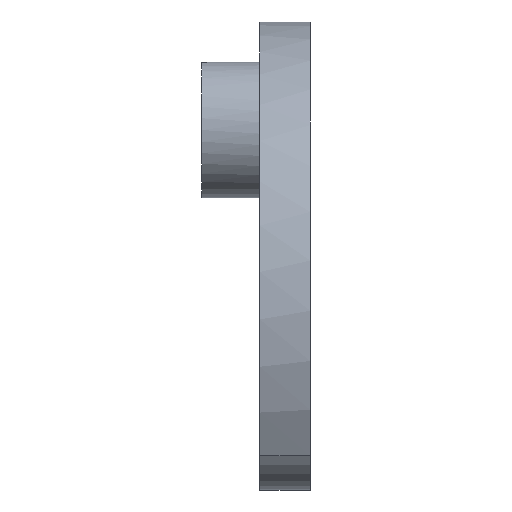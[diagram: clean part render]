
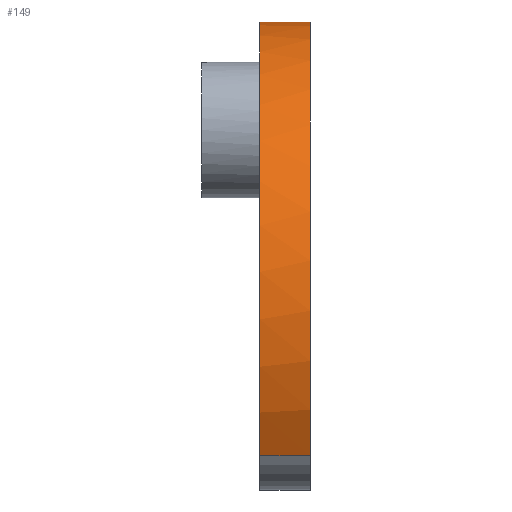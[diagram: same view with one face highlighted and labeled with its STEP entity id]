
A CAD part, left-side view. The second image highlights one B-rep face of the part: STEP entity #149.
In plain terms, the highlighted cylindrical face has radius 15 mm (diameter 30 mm), a partial arc.
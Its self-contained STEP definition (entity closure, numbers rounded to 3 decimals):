
#10 = CARTESIAN_POINT ( 'NONE',  ( 0., 1.7, 15. ) ) ;
#20 = VERTEX_POINT ( 'NONE', #10 ) ;
#66 = CARTESIAN_POINT ( 'NONE',  ( 0., -25.997, 15. ) ) ;
#80 = CARTESIAN_POINT ( 'NONE',  ( -8.609, 1.7, 12.284 ) ) ;
#145 = FACE_OUTER_BOUND ( 'NONE', #560, .T. ) ;
#149 = ADVANCED_FACE ( 'NONE', ( #145 ), #755, .T. ) ;
#155 = ORIENTED_EDGE ( 'NONE', *, *, #342, .T. ) ;
#170 = AXIS2_PLACEMENT_3D ( 'NONE', #653, #471, #930 ) ;
#171 = VECTOR ( 'NONE', #507, 1000. ) ;
#223 = DIRECTION ( 'NONE',  ( 0., -1., 0. ) ) ;
#230 = CIRCLE ( 'NONE', #873, 15. ) ;
#268 = CARTESIAN_POINT ( 'NONE',  ( 0., -0.9, 15. ) ) ;
#304 = VERTEX_POINT ( 'NONE', #80 ) ;
#317 = DIRECTION ( 'NONE',  ( 0., 0., -1. ) ) ;
#339 = VERTEX_POINT ( 'NONE', #502 ) ;
#342 = EDGE_CURVE ( 'NONE', #483, #20, #1053, .T. ) ;
#350 = DIRECTION ( 'NONE',  ( 0., -1., 0. ) ) ;
#352 = AXIS2_PLACEMENT_3D ( 'NONE', #758, #1114, #317 ) ;
#358 = DIRECTION ( 'NONE',  ( 0., 0., 1. ) ) ;
#462 = AXIS2_PLACEMENT_3D ( 'NONE', #754, #223, #830 ) ;
#471 = DIRECTION ( 'NONE',  ( 0., 1., 0. ) ) ;
#483 = VERTEX_POINT ( 'NONE', #268 ) ;
#502 = CARTESIAN_POINT ( 'NONE',  ( -13.043, 1.7, -7.407 ) ) ;
#507 = DIRECTION ( 'NONE',  ( 0., 1., 0. ) ) ;
#545 = ORIENTED_EDGE ( 'NONE', *, *, #739, .T. ) ;
#560 = EDGE_LOOP ( 'NONE', ( #545, #155, #1117, #593, #571 ) ) ;
#571 = ORIENTED_EDGE ( 'NONE', *, *, #599, .F. ) ;
#593 = ORIENTED_EDGE ( 'NONE', *, *, #864, .T. ) ;
#599 = EDGE_CURVE ( 'NONE', #1067, #339, #1027, .T. ) ;
#653 = CARTESIAN_POINT ( 'NONE',  ( 0., -25.997, 0. ) ) ;
#695 = CARTESIAN_POINT ( 'NONE',  ( -13.043, -0.9, -7.407 ) ) ;
#739 = EDGE_CURVE ( 'NONE', #1067, #483, #872, .T. ) ;
#754 = CARTESIAN_POINT ( 'NONE',  ( 0., 1.7, 0. ) ) ;
#755 = CYLINDRICAL_SURFACE ( 'NONE', #170, 15. ) ;
#758 = CARTESIAN_POINT ( 'NONE',  ( 0., -0.9, 0. ) ) ;
#789 = CARTESIAN_POINT ( 'NONE',  ( 0., 1.7, 0. ) ) ;
#818 = VECTOR ( 'NONE', #829, 1000. ) ;
#829 = DIRECTION ( 'NONE',  ( 0., 1., 0. ) ) ;
#830 = DIRECTION ( 'NONE',  ( 0., 0., 1. ) ) ;
#864 = EDGE_CURVE ( 'NONE', #304, #339, #230, .T. ) ;
#872 = CIRCLE ( 'NONE', #352, 15. ) ;
#873 = AXIS2_PLACEMENT_3D ( 'NONE', #789, #350, #358 ) ;
#911 = CIRCLE ( 'NONE', #462, 15. ) ;
#919 = CARTESIAN_POINT ( 'NONE',  ( -13.043, -25.997, -7.407 ) ) ;
#928 = EDGE_CURVE ( 'NONE', #20, #304, #911, .T. ) ;
#930 = DIRECTION ( 'NONE',  ( 0., 0., 1. ) ) ;
#1027 = LINE ( 'NONE', #919, #818 ) ;
#1053 = LINE ( 'NONE', #66, #171 ) ;
#1067 = VERTEX_POINT ( 'NONE', #695 ) ;
#1114 = DIRECTION ( 'NONE',  ( 0., 1., 0. ) ) ;
#1117 = ORIENTED_EDGE ( 'NONE', *, *, #928, .T. ) ;
